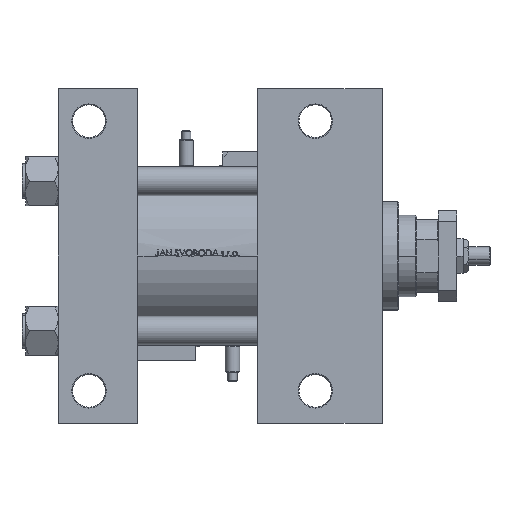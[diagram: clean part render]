
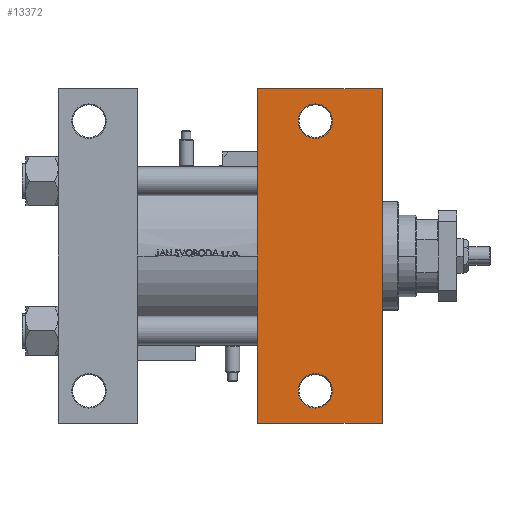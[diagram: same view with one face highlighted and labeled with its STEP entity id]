
A CAD part, front view. The second image highlights one B-rep face of the part: STEP entity #13372.
In plain terms, the highlighted face is planar.
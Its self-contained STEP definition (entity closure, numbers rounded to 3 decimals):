
#298 = ORIENTED_EDGE ( 'NONE', *, *, #22507, .T. ) ;
#1928 = CIRCLE ( 'NONE', #10158, 9.5 ) ;
#1948 = VERTEX_POINT ( 'NONE', #17062 ) ;
#2132 = EDGE_CURVE ( 'NONE', #25086, #51608, #1928, .T. ) ;
#3878 = CARTESIAN_POINT ( 'NONE',  ( 142., -74.5, -57.5 ) ) ;
#3893 = CARTESIAN_POINT ( 'NONE',  ( 110., 57.5, -57.5 ) ) ;
#4884 = CARTESIAN_POINT ( 'NONE',  ( 132.5, 74.5, -57.5 ) ) ;
#5124 = DIRECTION ( 'NONE',  ( -1., 0., 0. ) ) ;
#6950 = VERTEX_POINT ( 'NONE', #54220 ) ;
#9708 = VERTEX_POINT ( 'NONE', #4884 ) ;
#10158 = AXIS2_PLACEMENT_3D ( 'NONE', #20461, #25309, #11012 ) ;
#10297 = DIRECTION ( 'NONE',  ( 0., 1., 0. ) ) ;
#10313 = LINE ( 'NONE', #31802, #18061 ) ;
#10636 = FACE_OUTER_BOUND ( 'NONE', #20700, .T. ) ;
#11012 = DIRECTION ( 'NONE',  ( 0., 1., 0. ) ) ;
#12163 = CARTESIAN_POINT ( 'NONE',  ( 110., 92.5, -57.5 ) ) ;
#12217 = DIRECTION ( 'NONE',  ( 0., 1., 0. ) ) ;
#13372 = ADVANCED_FACE ( 'NONE', ( #54454, #20089, #10636 ), #19242, .T. ) ;
#13730 = CARTESIAN_POINT ( 'NONE',  ( 110., 92.5, -57.5 ) ) ;
#14565 = EDGE_CURVE ( 'NONE', #28958, #9708, #22203, .T. ) ;
#15108 = DIRECTION ( 'NONE',  ( 0., 1., 0. ) ) ;
#15496 = DIRECTION ( 'NONE',  ( 0., 1., 0. ) ) ;
#15995 = CARTESIAN_POINT ( 'NONE',  ( 151.5, 74.5, -57.5 ) ) ;
#16652 = DIRECTION ( 'NONE',  ( 0., -1., 0. ) ) ;
#17062 = CARTESIAN_POINT ( 'NONE',  ( 110., -92.5, -57.5 ) ) ;
#18061 = VECTOR ( 'NONE', #5124, 1000. ) ;
#19242 = PLANE ( 'NONE',  #22153 ) ;
#20089 = FACE_BOUND ( 'NONE', #39089, .T. ) ;
#20461 = CARTESIAN_POINT ( 'NONE',  ( 142., -74.5, -57.5 ) ) ;
#20700 = EDGE_LOOP ( 'NONE', ( #21497, #298, #47813, #26183 ) ) ;
#21497 = ORIENTED_EDGE ( 'NONE', *, *, #22266, .F. ) ;
#21499 = VECTOR ( 'NONE', #47106, 1000. ) ;
#22153 = AXIS2_PLACEMENT_3D ( 'NONE', #46423, #41309, #15496 ) ;
#22203 = CIRCLE ( 'NONE', #37753, 9.5 ) ;
#22266 = EDGE_CURVE ( 'NONE', #49404, #1948, #30561, .T. ) ;
#22507 = EDGE_CURVE ( 'NONE', #49404, #56508, #46540, .T. ) ;
#22793 = CARTESIAN_POINT ( 'NONE',  ( 151.5, -74.5, -57.5 ) ) ;
#23618 = EDGE_LOOP ( 'NONE', ( #35226, #24218 ) ) ;
#24031 = CIRCLE ( 'NONE', #56001, 9.5 ) ;
#24218 = ORIENTED_EDGE ( 'NONE', *, *, #14565, .T. ) ;
#25086 = VERTEX_POINT ( 'NONE', #22793 ) ;
#25309 = DIRECTION ( 'NONE',  ( 0., 0., 1. ) ) ;
#26183 = ORIENTED_EDGE ( 'NONE', *, *, #36501, .T. ) ;
#27789 = CARTESIAN_POINT ( 'NONE',  ( 142., 74.5, -57.5 ) ) ;
#28304 = CARTESIAN_POINT ( 'NONE',  ( 142., 74.5, -57.5 ) ) ;
#28958 = VERTEX_POINT ( 'NONE', #15995 ) ;
#30549 = DIRECTION ( 'NONE',  ( 0., 0., 1. ) ) ;
#30561 = LINE ( 'NONE', #3893, #34254 ) ;
#31802 = CARTESIAN_POINT ( 'NONE',  ( 110., -92.5, -57.5 ) ) ;
#33218 = AXIS2_PLACEMENT_3D ( 'NONE', #3878, #30549, #12217 ) ;
#33670 = VECTOR ( 'NONE', #16652, 1000. ) ;
#34254 = VECTOR ( 'NONE', #56311, 1000. ) ;
#35226 = ORIENTED_EDGE ( 'NONE', *, *, #51278, .T. ) ;
#36501 = EDGE_CURVE ( 'NONE', #6950, #1948, #10313, .T. ) ;
#36905 = DIRECTION ( 'NONE',  ( 0., 0., 1. ) ) ;
#37211 = EDGE_CURVE ( 'NONE', #56508, #6950, #56696, .T. ) ;
#37753 = AXIS2_PLACEMENT_3D ( 'NONE', #27789, #49243, #10297 ) ;
#38435 = CARTESIAN_POINT ( 'NONE',  ( 132.5, -74.5, -57.5 ) ) ;
#39089 = EDGE_LOOP ( 'NONE', ( #51891, #49658 ) ) ;
#41309 = DIRECTION ( 'NONE',  ( 0., 0., -1. ) ) ;
#46423 = CARTESIAN_POINT ( 'NONE',  ( 179., 57.5, -57.5 ) ) ;
#46540 = LINE ( 'NONE', #12163, #21499 ) ;
#47106 = DIRECTION ( 'NONE',  ( 1., 0., 0. ) ) ;
#47813 = ORIENTED_EDGE ( 'NONE', *, *, #37211, .T. ) ;
#48721 = CIRCLE ( 'NONE', #33218, 9.5 ) ;
#49243 = DIRECTION ( 'NONE',  ( 0., 0., 1. ) ) ;
#49251 = CARTESIAN_POINT ( 'NONE',  ( 179., 92.5, -57.5 ) ) ;
#49404 = VERTEX_POINT ( 'NONE', #13730 ) ;
#49658 = ORIENTED_EDGE ( 'NONE', *, *, #2132, .T. ) ;
#51278 = EDGE_CURVE ( 'NONE', #9708, #28958, #24031, .T. ) ;
#51380 = EDGE_CURVE ( 'NONE', #51608, #25086, #48721, .T. ) ;
#51608 = VERTEX_POINT ( 'NONE', #38435 ) ;
#51891 = ORIENTED_EDGE ( 'NONE', *, *, #51380, .T. ) ;
#54220 = CARTESIAN_POINT ( 'NONE',  ( 179., -92.5, -57.5 ) ) ;
#54454 = FACE_BOUND ( 'NONE', #23618, .T. ) ;
#55877 = CARTESIAN_POINT ( 'NONE',  ( 179., 57.5, -57.5 ) ) ;
#56001 = AXIS2_PLACEMENT_3D ( 'NONE', #28304, #36905, #15108 ) ;
#56311 = DIRECTION ( 'NONE',  ( 0., -1., 0. ) ) ;
#56508 = VERTEX_POINT ( 'NONE', #49251 ) ;
#56696 = LINE ( 'NONE', #55877, #33670 ) ;
